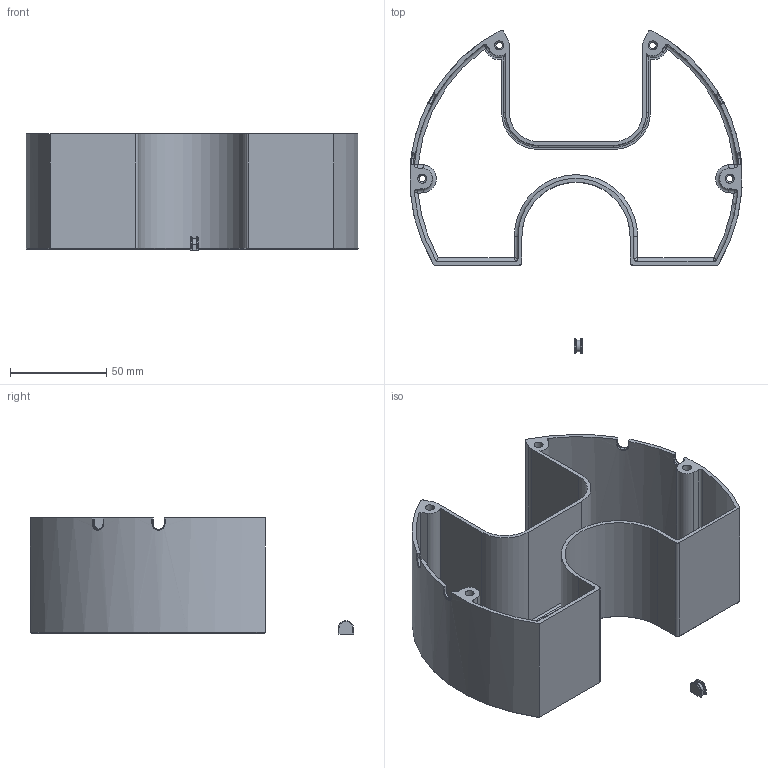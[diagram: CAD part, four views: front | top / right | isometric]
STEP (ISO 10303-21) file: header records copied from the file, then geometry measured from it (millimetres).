
FILE_DESCRIPTION(/* description */ (''),/* implementation_level */ '2;1');
FILE_NAME(/* name */ 'Dewey_ScaleShield.step',/* time_stamp */ '2026-01-27T00:34:52-07:00',/* author */ (''),/* organization */ (''),/* preprocessor_version */ 'ST-DEVELOPER v20.1',/* originating_system */ 'Autodesk Translation Framework v14.21.0.0',/* authorisation */ '');
FILE_SCHEMA (('AUTOMOTIVE_DESIGN { 1 0 10303 214 3 1 1 }'));
Length unit declared in the file: millimetre
Products named in the file (1): scale_shield
Bounding box: 172.75 x 168.12 x 60.5 mm (x, y, z)
Volume: 100389.6 mm3; surface area: 87860 mm2
Topology: 2 solids, 2 shells, 264 faces, 651 edges, 384 vertices
Faces by surface type: cylinder 100, plane 84, cone 34, bspline 29, torus 17
Full cylindrical faces by diameter (mm): 3.4 x4, 4.7 x8
Entity records: 9127 total; most frequent: CARTESIAN_POINT 2960, ORIENTED_EDGE 1290, DIRECTION 1280, EDGE_CURVE 645, AXIS2_PLACEMENT_3D 478, VERTEX_POINT 384, LINE 324, VECTOR 324
